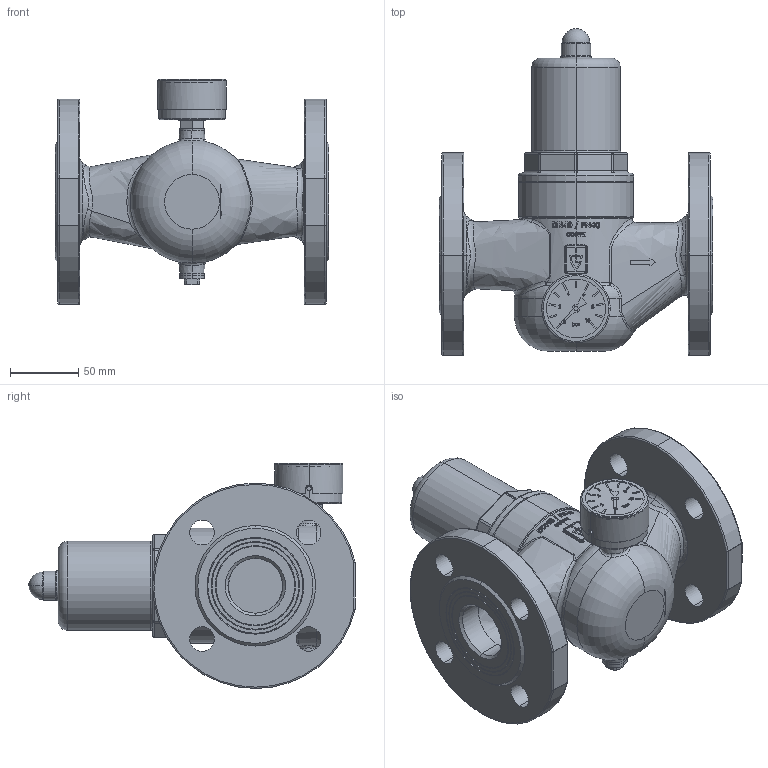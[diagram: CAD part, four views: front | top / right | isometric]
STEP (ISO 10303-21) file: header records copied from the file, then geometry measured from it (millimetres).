
FILE_DESCRIPTION (( 'STEP AP214' ), '1' );
FILE_NAME ('682 40 Dummy.STEP', '2010-08-04T08:09:42', ( '' ), ( '' ), 'SwSTEP 2.0', 'SolidWorks 2010', '' );
FILE_SCHEMA (( 'AUTOMOTIVE_DESIGN' ));
Length unit declared in the file: millimetre
Products named in the file (1): 682 40 Dummy
Bounding box: 200 x 238.5 x 164.3 mm (x, y, z)
Volume: 944891.7 mm3; surface area: 262665.9 mm2
Topology: 10 solids, 10 shells, 1231 faces, 3079 edges, 1958 vertices
Faces by surface type: plane 492, cylinder 265, bspline 264, torus 97, cone 91, sphere 22
Entity records: 72067 total; most frequent: CARTESIAN_POINT 31751, ORIENTED_EDGE 6116, DIRECTION 4679, EDGE_CURVE 3058, VERTEX_POINT 1955, AXIS2_PLACEMENT_3D 1720, EDGE_LOOP 1375, UNCERTAINTY_MEASURE_WITH_UNIT 1243
